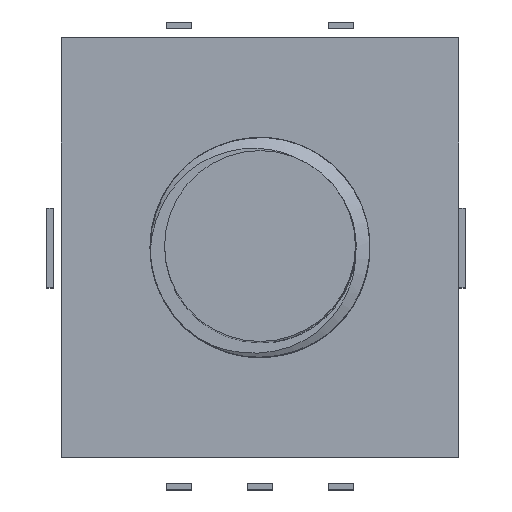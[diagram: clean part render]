
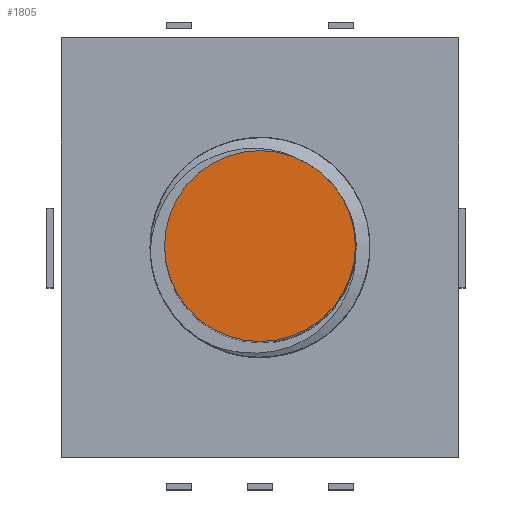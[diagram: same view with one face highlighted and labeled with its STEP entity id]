
A CAD part, top view. The second image highlights one B-rep face of the part: STEP entity #1805.
In plain terms, the highlighted planar face has unit normal (0, 0, 1).
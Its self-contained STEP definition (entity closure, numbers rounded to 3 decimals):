
#53=PLANE('',#1955);
#172=FACE_OUTER_BOUND('',#290,.T.);
#290=EDGE_LOOP('',(#1414));
#380=CIRCLE('',#1953,3.);
#882=VERTEX_POINT('',#4121);
#1077=EDGE_CURVE('',#882,#882,#380,.T.);
#1414=ORIENTED_EDGE('',*,*,#1077,.T.);
#1805=ADVANCED_FACE('',(#172),#53,.T.);
#1953=AXIS2_PLACEMENT_3D('',#4122,#2140,#2141);
#1955=AXIS2_PLACEMENT_3D('',#4126,#2145,#2146);
#2140=DIRECTION('center_axis',(0.,0.,1.));
#2141=DIRECTION('ref_axis',(1.,0.,0.));
#2145=DIRECTION('center_axis',(0.,0.,1.));
#2146=DIRECTION('ref_axis',(1.,0.,0.));
#4121=CARTESIAN_POINT('',(-3.,0.,36.5));
#4122=CARTESIAN_POINT('Origin',(0.,0.,36.5));
#4126=CARTESIAN_POINT('Origin',(0.,0.,36.5));
